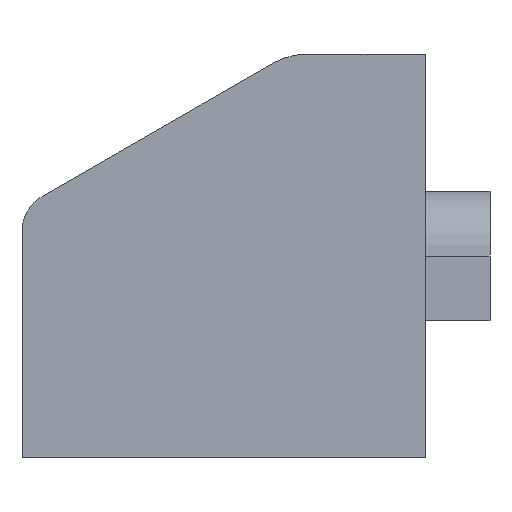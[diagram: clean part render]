
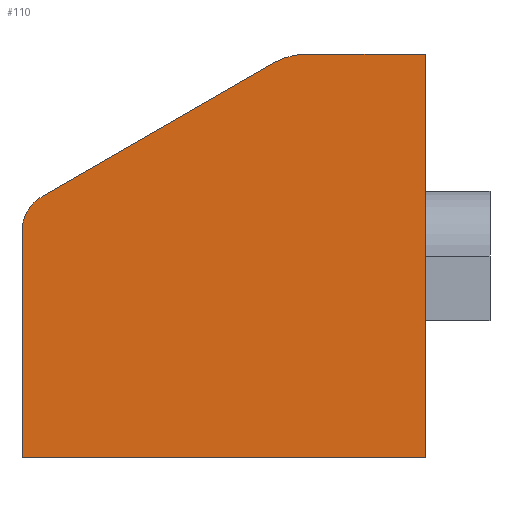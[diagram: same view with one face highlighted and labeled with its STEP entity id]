
A CAD part, left-side view. The second image highlights one B-rep face of the part: STEP entity #110.
In plain terms, the highlighted planar face has unit normal (-1, 0, 0).
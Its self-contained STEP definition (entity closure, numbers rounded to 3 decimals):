
#62 = CARTESIAN_POINT ( 'NONE',  ( -9.25, 0., -12.5 ) ) ;
#87 = CARTESIAN_POINT ( 'NONE',  ( -9.25, 25., 0. ) ) ;
#90 = DIRECTION ( 'NONE',  ( 0., 0., 1. ) ) ;
#110 = ADVANCED_FACE ( 'NONE', ( #770 ), #886, .F. ) ;
#121 = EDGE_CURVE ( 'NONE', #306, #672, #487, .T. ) ;
#129 = DIRECTION ( 'NONE',  ( 0., -0.866, 0.5 ) ) ;
#159 = ORIENTED_EDGE ( 'NONE', *, *, #677, .F. ) ;
#172 = CARTESIAN_POINT ( 'NONE',  ( -9.25, 0., 0. ) ) ;
#212 = VECTOR ( 'NONE', #129, 1000. ) ;
#234 = VECTOR ( 'NONE', #400, 1000. ) ;
#236 = AXIS2_PLACEMENT_3D ( 'NONE', #572, #460, #466 ) ;
#290 = VERTEX_POINT ( 'NONE', #1140 ) ;
#298 = AXIS2_PLACEMENT_3D ( 'NONE', #399, #881, #893 ) ;
#300 = DIRECTION ( 'NONE',  ( 1., 0., 0. ) ) ;
#306 = VERTEX_POINT ( 'NONE', #62 ) ;
#380 = EDGE_CURVE ( 'NONE', #290, #1233, #865, .T. ) ;
#399 = CARTESIAN_POINT ( 'NONE',  ( -9.25, 7.428, 8.5 ) ) ;
#400 = DIRECTION ( 'NONE',  ( 0., 1., 0. ) ) ;
#407 = VECTOR ( 'NONE', #479, 1000. ) ;
#421 = EDGE_CURVE ( 'NONE', #672, #1015, #783, .T. ) ;
#437 = VECTOR ( 'NONE', #1147, 1000. ) ;
#441 = VERTEX_POINT ( 'NONE', #1192 ) ;
#444 = VERTEX_POINT ( 'NONE', #483 ) ;
#460 = DIRECTION ( 'NONE',  ( 1., 0., 0. ) ) ;
#465 = EDGE_CURVE ( 'NONE', #444, #306, #1030, .T. ) ;
#466 = DIRECTION ( 'NONE',  ( 0., 0., -1. ) ) ;
#479 = DIRECTION ( 'NONE',  ( 0., 0., -1. ) ) ;
#483 = CARTESIAN_POINT ( 'NONE',  ( -9.25, 0., 12.5 ) ) ;
#487 = LINE ( 'NONE', #1094, #234 ) ;
#501 = ORIENTED_EDGE ( 'NONE', *, *, #380, .F. ) ;
#540 = CARTESIAN_POINT ( 'NONE',  ( -9.25, 23.75, 3.695 ) ) ;
#572 = CARTESIAN_POINT ( 'NONE',  ( -9.25, 22.5, 1.53 ) ) ;
#604 = DIRECTION ( 'NONE',  ( 0., 0., -1. ) ) ;
#610 = ORIENTED_EDGE ( 'NONE', *, *, #1141, .F. ) ;
#647 = CARTESIAN_POINT ( 'NONE',  ( -9.25, 25., 1.53 ) ) ;
#672 = VERTEX_POINT ( 'NONE', #928 ) ;
#677 = EDGE_CURVE ( 'NONE', #441, #290, #798, .T. ) ;
#747 = VECTOR ( 'NONE', #90, 1000. ) ;
#770 = FACE_OUTER_BOUND ( 'NONE', #1204, .T. ) ;
#783 = LINE ( 'NONE', #87, #747 ) ;
#798 = LINE ( 'NONE', #540, #212 ) ;
#829 = CIRCLE ( 'NONE', #236, 2.5 ) ;
#835 = ORIENTED_EDGE ( 'NONE', *, *, #465, .F. ) ;
#842 = AXIS2_PLACEMENT_3D ( 'NONE', #172, #300, #604 ) ;
#865 = CIRCLE ( 'NONE', #298, 4. ) ;
#868 = CARTESIAN_POINT ( 'NONE',  ( -9.25, 7.428, 12.5 ) ) ;
#881 = DIRECTION ( 'NONE',  ( 1., 0., 0. ) ) ;
#886 = PLANE ( 'NONE',  #842 ) ;
#893 = DIRECTION ( 'NONE',  ( 0., 0., -1. ) ) ;
#911 = ORIENTED_EDGE ( 'NONE', *, *, #1011, .F. ) ;
#928 = CARTESIAN_POINT ( 'NONE',  ( -9.25, 25., -12.5 ) ) ;
#977 = LINE ( 'NONE', #1239, #437 ) ;
#978 = ORIENTED_EDGE ( 'NONE', *, *, #421, .F. ) ;
#987 = CARTESIAN_POINT ( 'NONE',  ( -9.25, 0., 0. ) ) ;
#1011 = EDGE_CURVE ( 'NONE', #1233, #444, #977, .T. ) ;
#1015 = VERTEX_POINT ( 'NONE', #647 ) ;
#1030 = LINE ( 'NONE', #987, #407 ) ;
#1094 = CARTESIAN_POINT ( 'NONE',  ( -9.25, 0., -12.5 ) ) ;
#1140 = CARTESIAN_POINT ( 'NONE',  ( -9.25, 9.428, 11.964 ) ) ;
#1141 = EDGE_CURVE ( 'NONE', #1015, #441, #829, .T. ) ;
#1147 = DIRECTION ( 'NONE',  ( 0., -1., 0. ) ) ;
#1192 = CARTESIAN_POINT ( 'NONE',  ( -9.25, 23.75, 3.695 ) ) ;
#1204 = EDGE_LOOP ( 'NONE', ( #835, #911, #501, #159, #610, #978, #1246 ) ) ;
#1233 = VERTEX_POINT ( 'NONE', #868 ) ;
#1239 = CARTESIAN_POINT ( 'NONE',  ( -9.25, 0., 12.5 ) ) ;
#1246 = ORIENTED_EDGE ( 'NONE', *, *, #121, .F. ) ;
